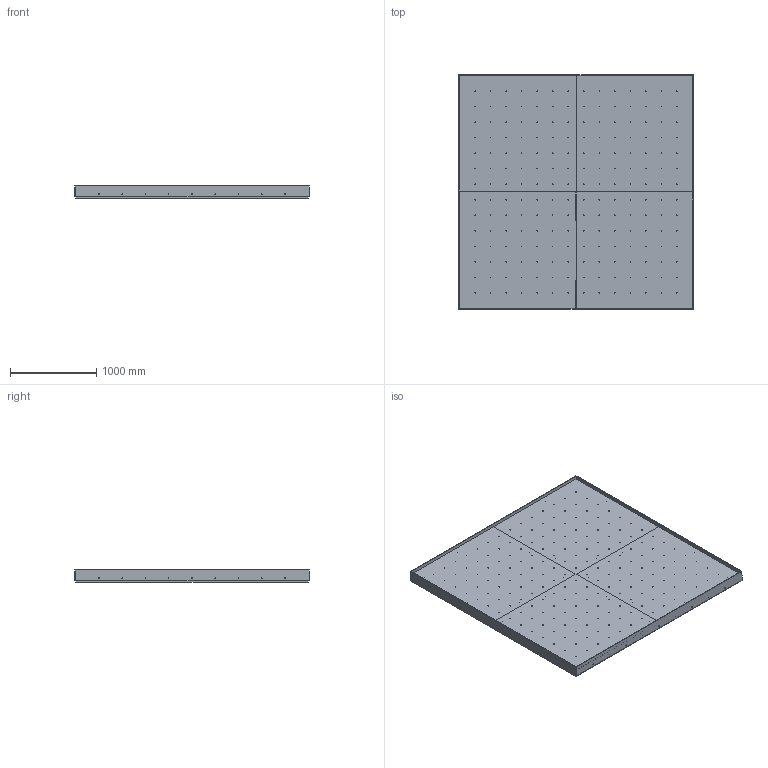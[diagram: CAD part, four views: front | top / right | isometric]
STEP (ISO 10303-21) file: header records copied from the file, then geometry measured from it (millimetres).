
FILE_DESCRIPTION(('FreeCAD Model'),'2;1');
FILE_NAME('Open CASCADE Shape Model','2023-02-05T16:08:23',(''),(''), 'Open CASCADE STEP processor 7.6','FreeCAD','Unknown');
FILE_SCHEMA(('AUTOMOTIVE_DESIGN { 1 0 10303 214 1 1 1 1 }'));
Length unit declared in the file: millimetre
Products named in the file (3): Assembly; TableTopBody; MazeBorderBody
Assembly tree (8 placements, depth 2):
  Assembly
    TableTopBody  x4
    MazeBorderBody  x4
Bounding box: 2724 x 2724 x 139.7 mm (x, y, z)
Volume: 219979953.2 mm3; surface area: 21644594.4 mm2
Topology: 8 solids, 8 shells, 380 faces, 1064 edges, 704 vertices
Faces by surface type: cylinder 296, plane 84
Full cylindrical faces by diameter (mm): 6.35 x296
Entity records: 3546 total; most frequent: DIRECTION 622, CARTESIAN_POINT 546, ORIENTED_EDGE 532, EDGE_CURVE 266, AXIS2_PLACEMENT_3D 252, FACE_BOUND 244, EDGE_LOOP 244, VERTEX_POINT 176
